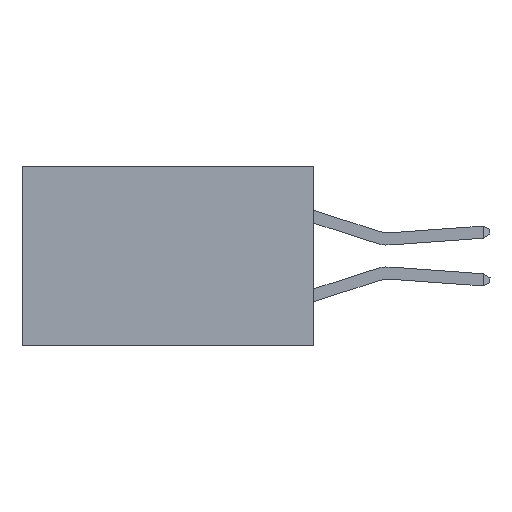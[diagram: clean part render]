
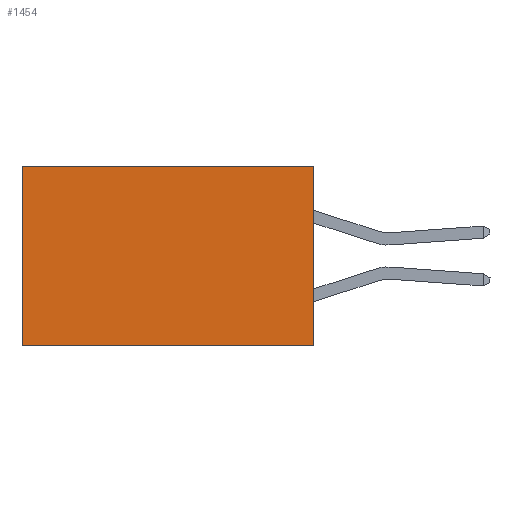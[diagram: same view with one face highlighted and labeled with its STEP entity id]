
A CAD part, left-side view. The second image highlights one B-rep face of the part: STEP entity #1454.
In plain terms, the highlighted planar face has unit normal (-1, 0, 0).
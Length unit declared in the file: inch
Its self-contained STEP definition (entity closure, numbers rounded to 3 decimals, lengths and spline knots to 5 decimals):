
#661 = EDGE_CURVE ( 'NONE', #1438, #2259, #9515, .T. ) ;
#1053 = ORIENTED_EDGE ( 'NONE', *, *, #661, .F. ) ;
#1438 = VERTEX_POINT ( 'NONE', #4980 ) ;
#1454 = ADVANCED_FACE ( 'NONE', ( #7629 ), #9992, .F. ) ;
#1737 = LINE ( 'NONE', #1766, #3787 ) ;
#1766 = CARTESIAN_POINT ( 'NONE',  ( 0.2875, 0.6, 0. ) ) ;
#2060 = DIRECTION ( 'NONE',  ( 0., 1., 0. ) ) ;
#2259 = VERTEX_POINT ( 'NONE', #3730 ) ;
#2656 = DIRECTION ( 'NONE',  ( 0., 0., -1. ) ) ;
#2747 = CARTESIAN_POINT ( 'NONE',  ( 0.2875, 0., 0. ) ) ;
#2803 = DIRECTION ( 'NONE',  ( 1., 0., 0. ) ) ;
#3122 = ORIENTED_EDGE ( 'NONE', *, *, #5245, .T. ) ;
#3548 = VERTEX_POINT ( 'NONE', #6120 ) ;
#3688 = VECTOR ( 'NONE', #2060, 39.37008 ) ;
#3730 = CARTESIAN_POINT ( 'NONE',  ( 0.2875, 0., -0.37 ) ) ;
#3787 = VECTOR ( 'NONE', #2656, 39.37008 ) ;
#4165 = EDGE_CURVE ( 'NONE', #2259, #7866, #6084, .T. ) ;
#4788 = CARTESIAN_POINT ( 'NONE',  ( 0.2875, 0., 0. ) ) ;
#4980 = CARTESIAN_POINT ( 'NONE',  ( 0.2875, 0., 0. ) ) ;
#5006 = DIRECTION ( 'NONE',  ( 0., 0., -1. ) ) ;
#5245 = EDGE_CURVE ( 'NONE', #3548, #7866, #1737, .T. ) ;
#5420 = EDGE_CURVE ( 'NONE', #1438, #3548, #6806, .T. ) ;
#5692 = AXIS2_PLACEMENT_3D ( 'NONE', #9069, #2803, #5006 ) ;
#6084 = LINE ( 'NONE', #7047, #3688 ) ;
#6120 = CARTESIAN_POINT ( 'NONE',  ( 0.2875, 0.6, 0. ) ) ;
#6362 = DIRECTION ( 'NONE',  ( 0., 0., -1. ) ) ;
#6550 = VECTOR ( 'NONE', #10067, 39.37008 ) ;
#6806 = LINE ( 'NONE', #2747, #6550 ) ;
#7047 = CARTESIAN_POINT ( 'NONE',  ( 0.2875, 0., -0.37 ) ) ;
#7159 = VECTOR ( 'NONE', #6362, 39.37008 ) ;
#7440 = ORIENTED_EDGE ( 'NONE', *, *, #4165, .F. ) ;
#7629 = FACE_OUTER_BOUND ( 'NONE', #9031, .T. ) ;
#7688 = ORIENTED_EDGE ( 'NONE', *, *, #5420, .T. ) ;
#7866 = VERTEX_POINT ( 'NONE', #10037 ) ;
#9031 = EDGE_LOOP ( 'NONE', ( #3122, #7440, #1053, #7688 ) ) ;
#9069 = CARTESIAN_POINT ( 'NONE',  ( 0.2875, 0., 0. ) ) ;
#9515 = LINE ( 'NONE', #4788, #7159 ) ;
#9992 = PLANE ( 'NONE',  #5692 ) ;
#10037 = CARTESIAN_POINT ( 'NONE',  ( 0.2875, 0.6, -0.37 ) ) ;
#10067 = DIRECTION ( 'NONE',  ( 0., 1., 0. ) ) ;
